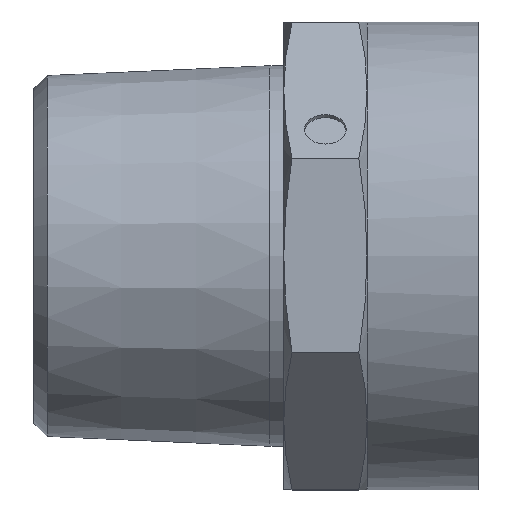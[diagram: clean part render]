
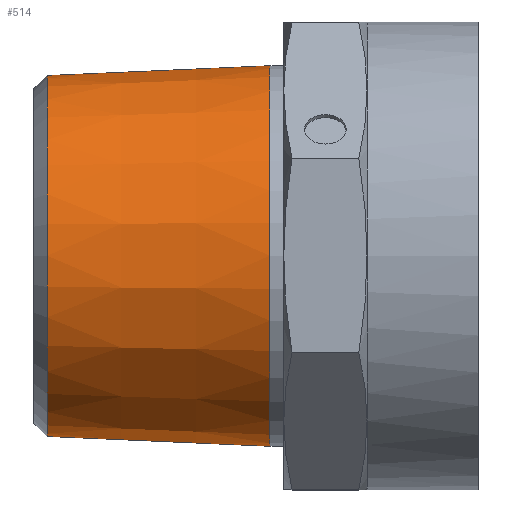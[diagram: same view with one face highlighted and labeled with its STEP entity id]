
A CAD part, top view. The second image highlights one B-rep face of the part: STEP entity #514.
In plain terms, the highlighted conical face has half-angle 2.526 degrees and reference radius 13.71 mm.
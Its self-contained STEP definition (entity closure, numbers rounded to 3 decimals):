
#92=CONICAL_SURFACE('',#590,13.71,0.044);
#210=ORIENTED_EDGE('',*,*,#296,.T.);
#211=ORIENTED_EDGE('',*,*,#297,.F.);
#296=EDGE_CURVE('',#340,#340,#368,.T.);
#297=EDGE_CURVE('',#341,#341,#369,.T.);
#340=VERTEX_POINT('',#974);
#341=VERTEX_POINT('',#977);
#368=CIRCLE('',#589,13.71);
#369=CIRCLE('',#591,13.002);
#407=EDGE_LOOP('',(#210));
#408=EDGE_LOOP('',(#211));
#457=FACE_BOUND('',#407,.T.);
#458=FACE_BOUND('',#408,.T.);
#514=ADVANCED_FACE('',(#457,#458),#92,.T.);
#589=AXIS2_PLACEMENT_3D('',#973,#717,#718);
#590=AXIS2_PLACEMENT_3D('',#975,#719,#720);
#591=AXIS2_PLACEMENT_3D('',#976,#721,#722);
#717=DIRECTION('',(-1.,0.,0.));
#718=DIRECTION('',(0.,-1.,0.));
#719=DIRECTION('',(1.,0.,0.));
#720=DIRECTION('',(0.,1.,0.));
#721=DIRECTION('',(-1.,0.,0.));
#722=DIRECTION('',(0.,-1.,0.));
#973=CARTESIAN_POINT('',(1.159,0.,0.));
#974=CARTESIAN_POINT('',(1.159,-13.71,0.));
#975=CARTESIAN_POINT('',(1.159,0.,0.));
#976=CARTESIAN_POINT('',(-14.889,0.,0.));
#977=CARTESIAN_POINT('',(-14.889,-13.002,0.));
